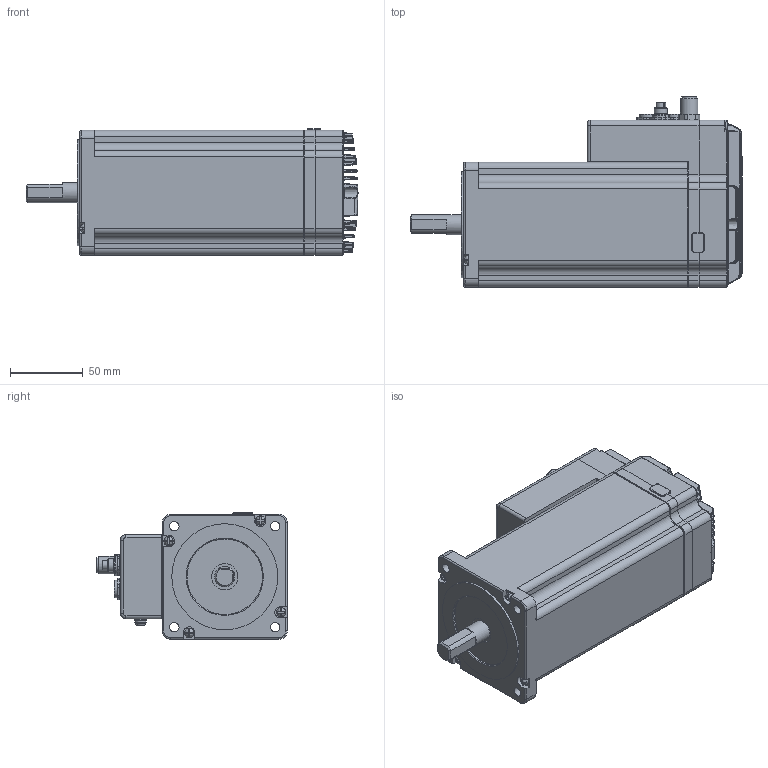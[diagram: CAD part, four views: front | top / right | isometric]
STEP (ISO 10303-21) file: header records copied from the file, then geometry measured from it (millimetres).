
FILE_DESCRIPTION (( 'STEP AP203' ), '1' );
FILE_NAME ('P119-MO-086-03-R02.STEP', '2021-09-02T07:33:57', ( '' ), ( '' ), 'SwSTEP 2.0', 'SolidWorks 2018', '' );
FILE_SCHEMA (( 'CONFIG_CONTROL_DESIGN' ));
Length unit declared in the file: millimetre
Products named in the file (33): pan cross head_ks_KS 1023 PC- M3 x 30-N; 09-0415-30-05-1; 100V470; small circular plain washer_jis_JIS B 1256 Small circular 4; M119-EC-042-03-R00; 09-0415-30-05-2; 86EC-PCB1-02; 20R-JMCS-G-B-TF(NSA); 039012045; 56EC-PCB3-01; M119-EC-086-02-R03; 791091003; 877601616; 09-0408-30-03(鱔褐)-1; 460150402; M119-EC-086-01-R01; sams; pan cross head_ks_KS 1023 PC- M3 x 25-N; 86EC-PCB3-01; pan cross head_ks_KS 1023 PC- M3 x 16-N; pan cross head_ks_1_KS 1023 PC- M4 x 6-N; M119-EC-056-04-R00; 86EC-PCB2-01; 877600816; 09-0408-30-03(鱔褐)-2; 86_1031_1100_00012-1; M119-EC-086-03-R00; 86_1031_1100_00012-2; 20PS-JMCS-G-1B-TF(N); M117-MO-086-03-R00; 791091007; P119-MO-086-03-R02; spring lock washer_2_jis_JIS B 1251 No.2 4
Assembly tree (39 placements, depth 3):
  P119-MO-086-03-R02
    M119-EC-086-01-R01
    M119-EC-086-02-R03
    100V470  x2
    86EC-PCB1-02
    pan cross head_ks_KS 1023 PC- M3 x 25-N  x2
    pan cross head_ks_KS 1023 PC- M3 x 30-N
    pan cross head_ks_KS 1023 PC- M3 x 16-N  x2
    M119-EC-042-03-R00
    09-0415-30-05-1
    09-0415-30-05-2
    09-0408-30-03(鱔褐)-1  x2
    09-0408-30-03(鱔褐)-2  x2
    86_1031_1100_00012-1
    86_1031_1100_00012-2
    86EC-PCB2-01
    86EC-PCB3-01
    56EC-PCB3-01
    20R-JMCS-G-B-TF(NSA)
    20PS-JMCS-G-1B-TF(N)
    791091003  x2
    877600816  x2
    039012045
    460150402
    877601616
    791091007
    M119-EC-086-03-R00
    M117-MO-086-03-R00
    sams
      small circular plain washer_jis_JIS B 1256 Small circular 4
      spring lock washer_2_jis_JIS B 1251 No.2 4
      pan cross head_ks_1_KS 1023 PC- M4 x 6-N
    M119-EC-056-04-R00
Bounding box: 228.6 x 131.1 x 87 mm (x, y, z)
Volume: 1218210.6 mm3; surface area: 219462.5 mm2
Topology: 39 solids, 39 shells, 5722 faces, 15118 edges, 9660 vertices
Faces by surface type: plane 4148, cylinder 1001, bspline 299, cone 185, torus 60, sphere 29
Full cylindrical faces by diameter (mm): 0.4 x2, 0.5 x2, 0.6 x35, 1 x22, 1.1 x6, 1.5 x2, 1.55 x6, 2.5 x10, 3 x5, 3.3 x1, 3.4 x10, 3.5 x3, 4 x1, 4.3 x1, 4.5 x6, 5.5 x3, 6 x1, 6.35 x1, 6.5 x4, 6.6 x1, 7 x2, 7.5 x1, 8 x1, 8.3 x1, 8.315 x1, 8.459 x2, 9 x1, 9.2 x1, 9.65 x1, 10.25 x3
Entity records: 157571 total; most frequent: CARTESIAN_POINT 39387, ORIENTED_EDGE 24276, DIRECTION 22375, EDGE_CURVE 12138, VECTOR 9423, LINE 9423, VERTEX_POINT 7871, AXIS2_PLACEMENT_3D 6476
